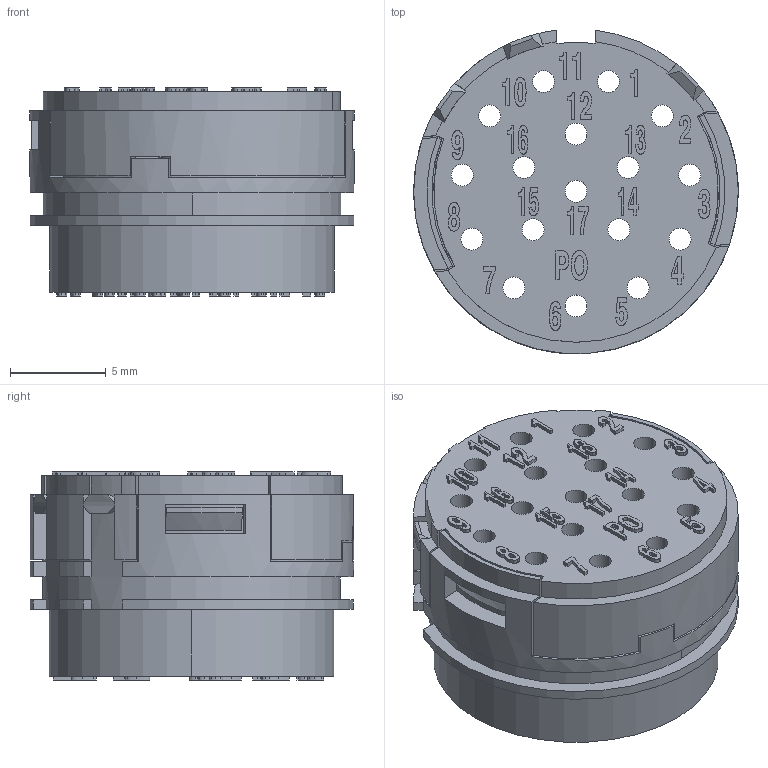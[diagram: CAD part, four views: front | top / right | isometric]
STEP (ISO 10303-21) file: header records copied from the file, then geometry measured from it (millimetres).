
FILE_DESCRIPTION((''),'2;1');
FILE_NAME('HR23-017-MC_SW0001','2017-07-24T',('tc.chen'),(''),'PRO/ENGINEER BY PARAMETRIC TECHNOLOGY CORPORATION, 2012480','PRO/ENGINEER BY PARAMETRIC TECHNOLOGY CORPORATION, 2012480','');
FILE_SCHEMA(('AUTOMOTIVE_DESIGN { 1 0 10303 214 1 1 1 1 }'));
Length unit declared in the file: millimetre
Products named in the file (1): HR23-017-MC_SW0001
Bounding box: 17 x 16.94 x 10.9 mm (x, y, z)
Volume: 1208.6 mm3; surface area: 2947.2 mm2
Topology: 1 solids, 1 shells, 1460 faces, 3999 edges, 2631 vertices
Faces by surface type: plane 662, extrusion 544, cylinder 150, cone 70, torus 34
Entity records: 48733 total; most frequent: CARTESIAN_POINT 13230, ORIENTED_EDGE 7998, DIRECTION 5827, EDGE_CURVE 3999, VECTOR 2659, VERTEX_POINT 2631, LINE 2115, B_SPLINE_CURVE_WITH_KNOTS 1760
